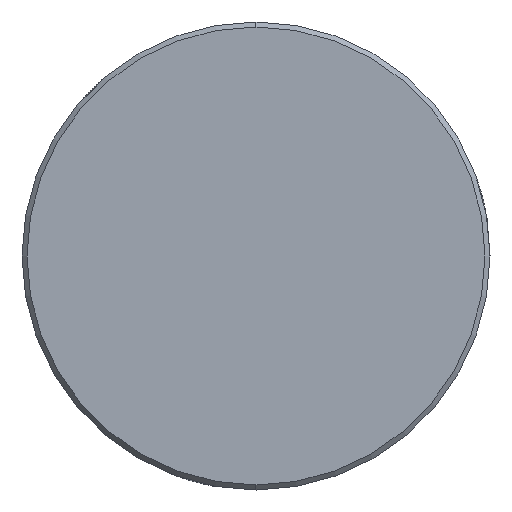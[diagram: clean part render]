
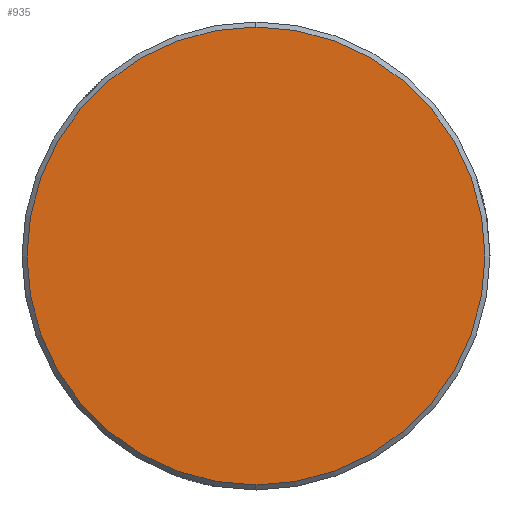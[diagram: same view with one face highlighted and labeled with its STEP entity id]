
A CAD part, left-side view. The second image highlights one B-rep face of the part: STEP entity #935.
In plain terms, the highlighted planar face has unit normal (-1, 0, 0).
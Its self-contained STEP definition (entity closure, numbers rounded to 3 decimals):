
#90 = AXIS2_PLACEMENT_3D ( 'NONE', #765, #836, #243 ) ;
#132 = CARTESIAN_POINT ( 'NONE',  ( -178.06, 0., 13.7 ) ) ;
#133 = AXIS2_PLACEMENT_3D ( 'NONE', #491, #1080, #574 ) ;
#148 = AXIS2_PLACEMENT_3D ( 'NONE', #670, #850, #771 ) ;
#200 = FACE_OUTER_BOUND ( 'NONE', #952, .T. ) ;
#226 = CIRCLE ( 'NONE', #133, 13.7 ) ;
#243 = DIRECTION ( 'NONE',  ( 0., 0., -1. ) ) ;
#361 = EDGE_CURVE ( 'NONE', #764, #667, #226, .T. ) ;
#491 = CARTESIAN_POINT ( 'NONE',  ( -178.06, 0., 0. ) ) ;
#548 = ORIENTED_EDGE ( 'NONE', *, *, #1042, .T. ) ;
#574 = DIRECTION ( 'NONE',  ( 0., 0., -1. ) ) ;
#667 = VERTEX_POINT ( 'NONE', #132 ) ;
#670 = CARTESIAN_POINT ( 'NONE',  ( -178.06, -13.864, -13.864 ) ) ;
#737 = ORIENTED_EDGE ( 'NONE', *, *, #361, .T. ) ;
#764 = VERTEX_POINT ( 'NONE', #1006 ) ;
#765 = CARTESIAN_POINT ( 'NONE',  ( -178.06, 0., 0. ) ) ;
#771 = DIRECTION ( 'NONE',  ( 0., 0., 1. ) ) ;
#836 = DIRECTION ( 'NONE',  ( -1., 0., 0. ) ) ;
#850 = DIRECTION ( 'NONE',  ( -1., 0., 0. ) ) ;
#935 = ADVANCED_FACE ( 'NONE', ( #200 ), #1003, .T. ) ;
#951 = CIRCLE ( 'NONE', #90, 13.7 ) ;
#952 = EDGE_LOOP ( 'NONE', ( #737, #548 ) ) ;
#1003 = PLANE ( 'NONE',  #148 ) ;
#1006 = CARTESIAN_POINT ( 'NONE',  ( -178.06, 0., -13.7 ) ) ;
#1042 = EDGE_CURVE ( 'NONE', #667, #764, #951, .T. ) ;
#1080 = DIRECTION ( 'NONE',  ( -1., 0., 0. ) ) ;
